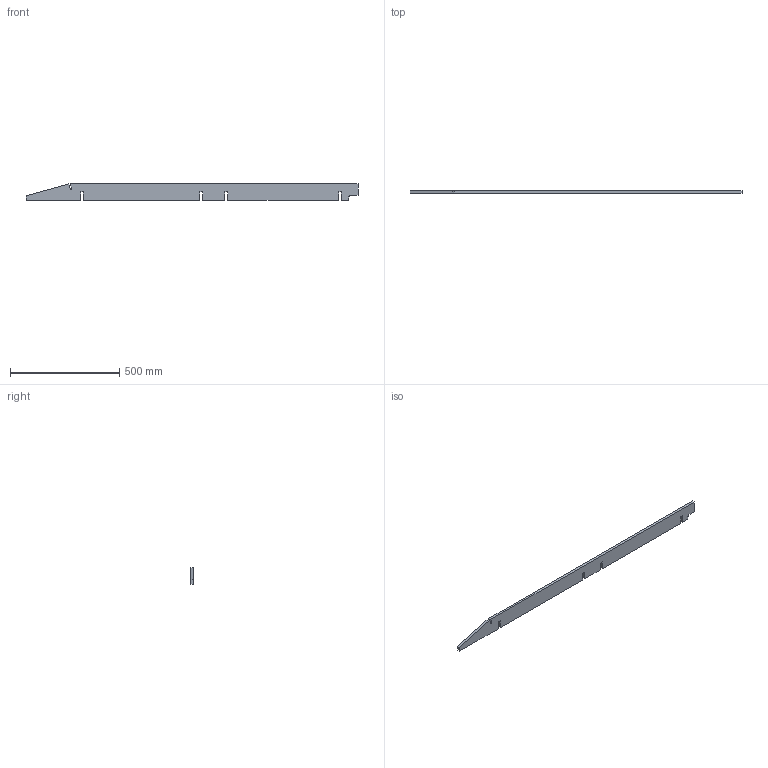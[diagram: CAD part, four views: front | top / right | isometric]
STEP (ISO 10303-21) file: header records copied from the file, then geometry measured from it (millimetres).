
FILE_DESCRIPTION(/* description */ (''),/* implementation_level */ '2;1');
FILE_NAME(/* name */ 'GE-18067.ipt.stp',/* time_stamp */ '2018-01-01T11:19:16-08:00',/* author */ ('PhillipD'),/* organization */ (''),/* preprocessor_version */ 'ST-DEVELOPER v16.13',/* originating_system */ 'Autodesk Inventor 2018',/* authorisation */ '');
FILE_SCHEMA (('AUTOMOTIVE_DESIGN { 1 0 10303 214 3 1 1 }'));
Length unit declared in the file: inch
Products named in the file (1): GE-18067
Bounding box: 1520.36 x 12.45 x 76.2 mm (x, y, z)
Volume: 1334027.9 mm3; surface area: 257907.6 mm2
Topology: 1 solids, 1 shells, 29 faces, 81 edges, 54 vertices
Faces by surface type: plane 27, cylinder 2
Entity records: 967 total; most frequent: CARTESIAN_POINT 165, ORIENTED_EDGE 162, DIRECTION 145, EDGE_CURVE 81, LINE 77, VECTOR 77, VERTEX_POINT 54, AXIS2_PLACEMENT_3D 34
